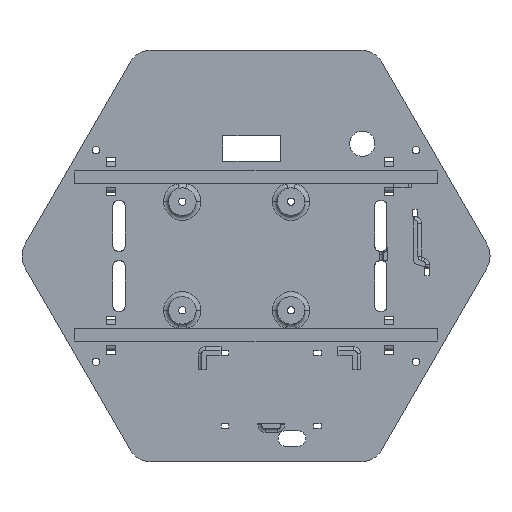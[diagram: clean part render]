
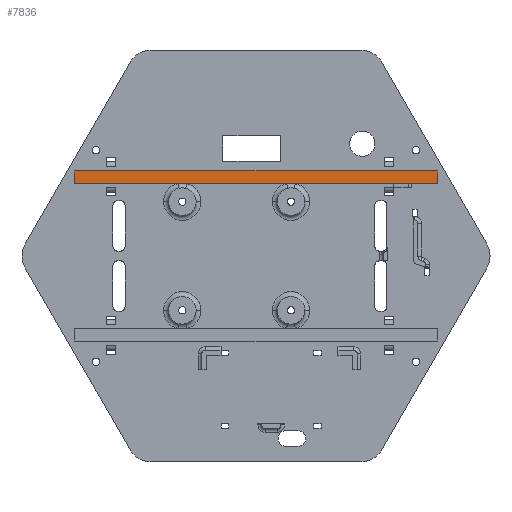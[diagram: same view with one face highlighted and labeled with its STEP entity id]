
A CAD part, top view. The second image highlights one B-rep face of the part: STEP entity #7836.
In plain terms, the highlighted planar face has unit normal (0, 0, 1).
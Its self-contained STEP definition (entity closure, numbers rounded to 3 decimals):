
#330 = CARTESIAN_POINT ( 'NONE',  ( -75., 0., -4.15 ) ) ;
#348 = ORIENTED_EDGE ( 'NONE', *, *, #1354, .F. ) ;
#550 = DIRECTION ( 'NONE',  ( 0., 1., 0. ) ) ;
#718 = VECTOR ( 'NONE', #18872, 1000. ) ;
#1354 = EDGE_CURVE ( 'NONE', #16153, #20816, #8978, .T. ) ;
#2608 = LINE ( 'NONE', #11467, #5091 ) ;
#4348 = CARTESIAN_POINT ( 'NONE',  ( -75., 30., -4.15 ) ) ;
#4882 = CARTESIAN_POINT ( 'NONE',  ( 75., 0., -4.15 ) ) ;
#4957 = FACE_OUTER_BOUND ( 'NONE', #16570, .T. ) ;
#5091 = VECTOR ( 'NONE', #6149, 1000. ) ;
#5842 = CARTESIAN_POINT ( 'NONE',  ( 75., 30., -4.15 ) ) ;
#6149 = DIRECTION ( 'NONE',  ( 1., 0., 0. ) ) ;
#6452 = CARTESIAN_POINT ( 'NONE',  ( -0.237, 8.1, -4.15 ) ) ;
#6454 = VERTEX_POINT ( 'NONE', #21575 ) ;
#7649 = DIRECTION ( 'NONE',  ( -1., 0., 0. ) ) ;
#7836 = ADVANCED_FACE ( 'NONE', ( #4957 ), #20440, .F. ) ;
#8194 = ORIENTED_EDGE ( 'NONE', *, *, #9988, .T. ) ;
#8978 = LINE ( 'NONE', #330, #17733 ) ;
#9352 = LINE ( 'NONE', #19599, #18451 ) ;
#9876 = EDGE_CURVE ( 'NONE', #20816, #6454, #2608, .T. ) ;
#9988 = EDGE_CURVE ( 'NONE', #16061, #6454, #15793, .T. ) ;
#10565 = CARTESIAN_POINT ( 'NONE',  ( -75., 35.2, -4.15 ) ) ;
#11467 = CARTESIAN_POINT ( 'NONE',  ( -78.237, 35.2, -4.15 ) ) ;
#11769 = DIRECTION ( 'NONE',  ( 0., 0., -1. ) ) ;
#14937 = ORIENTED_EDGE ( 'NONE', *, *, #17276, .F. ) ;
#15793 = LINE ( 'NONE', #4882, #718 ) ;
#16061 = VERTEX_POINT ( 'NONE', #5842 ) ;
#16153 = VERTEX_POINT ( 'NONE', #4348 ) ;
#16570 = EDGE_LOOP ( 'NONE', ( #348, #14937, #8194, #18212 ) ) ;
#17021 = DIRECTION ( 'NONE',  ( 0., 1., 0. ) ) ;
#17276 = EDGE_CURVE ( 'NONE', #16061, #16153, #9352, .T. ) ;
#17733 = VECTOR ( 'NONE', #550, 1000. ) ;
#18212 = ORIENTED_EDGE ( 'NONE', *, *, #9876, .F. ) ;
#18451 = VECTOR ( 'NONE', #7649, 1000. ) ;
#18872 = DIRECTION ( 'NONE',  ( 0., 1., 0. ) ) ;
#19599 = CARTESIAN_POINT ( 'NONE',  ( 77.763, 30., -4.15 ) ) ;
#20440 = PLANE ( 'NONE',  #20570 ) ;
#20570 = AXIS2_PLACEMENT_3D ( 'NONE', #6452, #11769, #17021 ) ;
#20816 = VERTEX_POINT ( 'NONE', #10565 ) ;
#21575 = CARTESIAN_POINT ( 'NONE',  ( 75., 35.2, -4.15 ) ) ;
